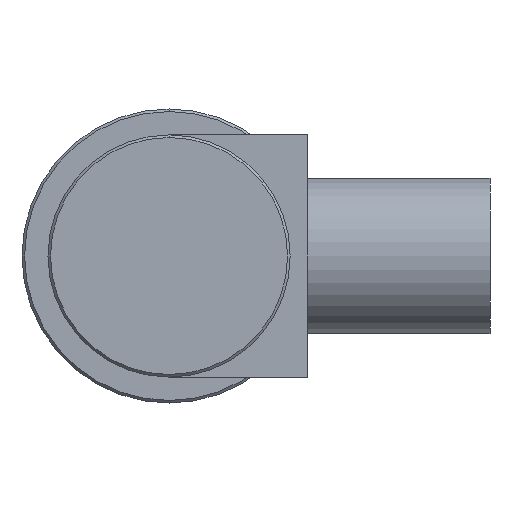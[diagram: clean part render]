
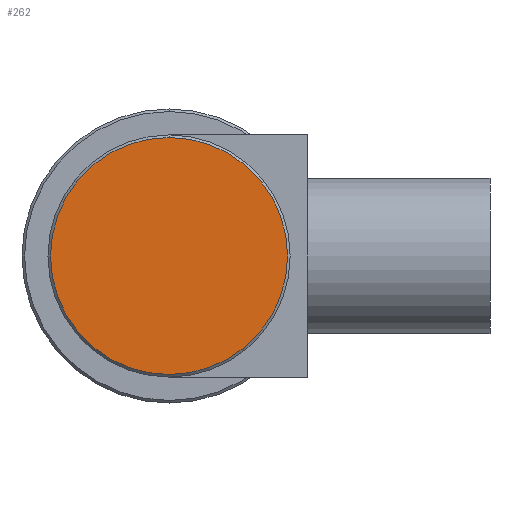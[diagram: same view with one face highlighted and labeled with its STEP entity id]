
A CAD part, left-side view. The second image highlights one B-rep face of the part: STEP entity #262.
In plain terms, the highlighted planar face has unit normal (-1, 0, 0).
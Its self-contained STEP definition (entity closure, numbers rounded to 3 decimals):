
#1 = EDGE_CURVE ( 'NONE', #546, #644, #141, .T. ) ;
#87 = DIRECTION ( 'NONE',  ( 0., 0., -1. ) ) ;
#91 = PLANE ( 'NONE',  #554 ) ;
#114 = DIRECTION ( 'NONE',  ( -1., 0., 0. ) ) ;
#141 = CIRCLE ( 'NONE', #417, 13.7 ) ;
#153 = ORIENTED_EDGE ( 'NONE', *, *, #813, .T. ) ;
#226 = CIRCLE ( 'NONE', #557, 13.7 ) ;
#244 = CARTESIAN_POINT ( 'NONE',  ( 0., 0., 0. ) ) ;
#262 = ADVANCED_FACE ( 'NONE', ( #279 ), #91, .F. ) ;
#279 = FACE_OUTER_BOUND ( 'NONE', #447, .T. ) ;
#355 = CARTESIAN_POINT ( 'NONE',  ( 0., 0., 0. ) ) ;
#392 = DIRECTION ( 'NONE',  ( -1., 0., 0. ) ) ;
#397 = DIRECTION ( 'NONE',  ( 0., 0., 1. ) ) ;
#417 = AXIS2_PLACEMENT_3D ( 'NONE', #244, #114, #774 ) ;
#447 = EDGE_LOOP ( 'NONE', ( #828, #153 ) ) ;
#459 = CARTESIAN_POINT ( 'NONE',  ( 0., 0., 13.7 ) ) ;
#489 = DIRECTION ( 'NONE',  ( 1., 0., 0. ) ) ;
#546 = VERTEX_POINT ( 'NONE', #713 ) ;
#554 = AXIS2_PLACEMENT_3D ( 'NONE', #355, #489, #87 ) ;
#557 = AXIS2_PLACEMENT_3D ( 'NONE', #726, #392, #397 ) ;
#644 = VERTEX_POINT ( 'NONE', #459 ) ;
#713 = CARTESIAN_POINT ( 'NONE',  ( 0., 0., -13.7 ) ) ;
#726 = CARTESIAN_POINT ( 'NONE',  ( 0., 0., 0. ) ) ;
#774 = DIRECTION ( 'NONE',  ( 0., 0., 1. ) ) ;
#813 = EDGE_CURVE ( 'NONE', #644, #546, #226, .T. ) ;
#828 = ORIENTED_EDGE ( 'NONE', *, *, #1, .T. ) ;
